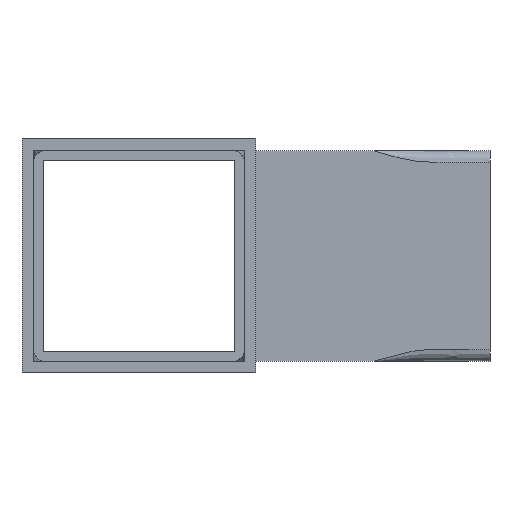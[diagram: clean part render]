
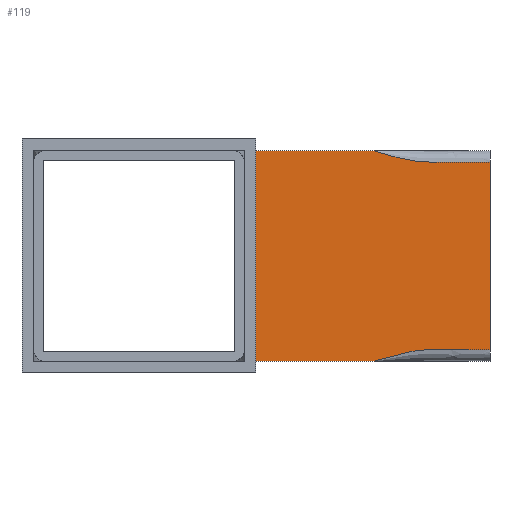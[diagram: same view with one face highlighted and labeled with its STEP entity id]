
A CAD part, front view. The second image highlights one B-rep face of the part: STEP entity #119.
In plain terms, the highlighted planar face has unit normal (0, -1, 0).
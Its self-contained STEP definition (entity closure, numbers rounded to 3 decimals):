
#78=(
BOUNDED_CURVE()
B_SPLINE_CURVE(3,(#1211,#1212,#1213,#1214,#1215,#1216,#1217),
 .UNSPECIFIED.,.F.,.F.)
B_SPLINE_CURVE_WITH_KNOTS((4,3,4),(0.,0.833,1.),
 .UNSPECIFIED.)
CURVE()
GEOMETRIC_REPRESENTATION_ITEM()
RATIONAL_B_SPLINE_CURVE((1.,1.,1.,1.,1.,1.,1.))
REPRESENTATION_ITEM('')
);
#79=(
BOUNDED_CURVE()
B_SPLINE_CURVE(3,(#1222,#1223,#1224,#1225,#1226,#1227,#1228),
 .UNSPECIFIED.,.F.,.F.)
B_SPLINE_CURVE_WITH_KNOTS((4,3,4),(0.,0.167,1.),
 .UNSPECIFIED.)
CURVE()
GEOMETRIC_REPRESENTATION_ITEM()
RATIONAL_B_SPLINE_CURVE((1.,1.,1.,1.,1.,1.,1.))
REPRESENTATION_ITEM('')
);
#119=ADVANCED_FACE('',(#182),#159,.F.);
#159=PLANE('',#808);
#182=FACE_OUTER_BOUND('',#226,.T.);
#226=EDGE_LOOP('',(#362,#363,#364,#365,#366,#367));
#362=ORIENTED_EDGE('',*,*,#613,.F.);
#363=ORIENTED_EDGE('',*,*,#614,.T.);
#364=ORIENTED_EDGE('',*,*,#615,.T.);
#365=ORIENTED_EDGE('',*,*,#547,.T.);
#366=ORIENTED_EDGE('',*,*,#616,.F.);
#367=ORIENTED_EDGE('',*,*,#617,.T.);
#474=VERTEX_POINT('',#968);
#476=VERTEX_POINT('',#971);
#520=VERTEX_POINT('',#1209);
#521=VERTEX_POINT('',#1210);
#522=VERTEX_POINT('',#1218);
#523=VERTEX_POINT('',#1221);
#547=EDGE_CURVE('',#476,#474,#655,.T.);
#613=EDGE_CURVE('',#520,#521,#697,.T.);
#614=EDGE_CURVE('',#520,#522,#78,.T.);
#615=EDGE_CURVE('',#522,#476,#698,.T.);
#616=EDGE_CURVE('',#523,#474,#699,.T.);
#617=EDGE_CURVE('',#523,#521,#79,.T.);
#655=LINE('',#970,#727);
#697=LINE('',#1208,#769);
#698=LINE('',#1219,#770);
#699=LINE('',#1220,#771);
#727=VECTOR('',#832,1.);
#769=VECTOR('',#906,1.);
#770=VECTOR('',#907,1.);
#771=VECTOR('',#908,1.);
#808=AXIS2_PLACEMENT_3D('',#1229,#909,#910);
#832=DIRECTION('',(0.,0.,-1.));
#906=DIRECTION('',(0.,0.,-1.));
#907=DIRECTION('',(-1.,0.,0.));
#908=DIRECTION('',(-1.,0.,0.));
#909=DIRECTION('',(0.,1.,0.));
#910=DIRECTION('',(0.,0.,1.));
#968=CARTESIAN_POINT('',(10.,-9.,-9.));
#970=CARTESIAN_POINT('',(10.,-9.,8.2));
#971=CARTESIAN_POINT('',(10.,-9.,9.));
#1208=CARTESIAN_POINT('',(30.,-9.,8.2));
#1209=CARTESIAN_POINT('',(30.,-9.,8.));
#1210=CARTESIAN_POINT('',(30.,-9.,-8.));
#1211=CARTESIAN_POINT('',(50.,-9.,8.));
#1212=CARTESIAN_POINT('',(41.667,-9.,8.));
#1213=CARTESIAN_POINT('',(33.333,-9.,8.));
#1214=CARTESIAN_POINT('',(25.,-9.,8.));
#1215=CARTESIAN_POINT('',(23.333,-9.,8.));
#1216=CARTESIAN_POINT('',(21.667,-9.,8.5));
#1217=CARTESIAN_POINT('',(20.,-9.,9.));
#1218=CARTESIAN_POINT('',(20.,-9.,9.));
#1219=CARTESIAN_POINT('',(30.,-9.,9.));
#1220=CARTESIAN_POINT('',(30.,-9.,-9.));
#1221=CARTESIAN_POINT('',(20.,-9.,-9.));
#1222=CARTESIAN_POINT('',(20.,-9.,-9.));
#1223=CARTESIAN_POINT('',(21.667,-9.,-8.5));
#1224=CARTESIAN_POINT('',(23.333,-9.,-8.));
#1225=CARTESIAN_POINT('',(25.,-9.,-8.));
#1226=CARTESIAN_POINT('',(33.333,-9.,-8.));
#1227=CARTESIAN_POINT('',(41.667,-9.,-8.));
#1228=CARTESIAN_POINT('',(50.,-9.,-8.));
#1229=CARTESIAN_POINT('',(30.,-9.,8.2));
